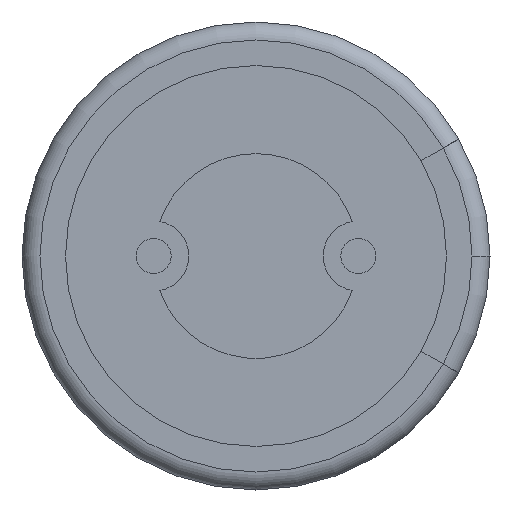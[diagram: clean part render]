
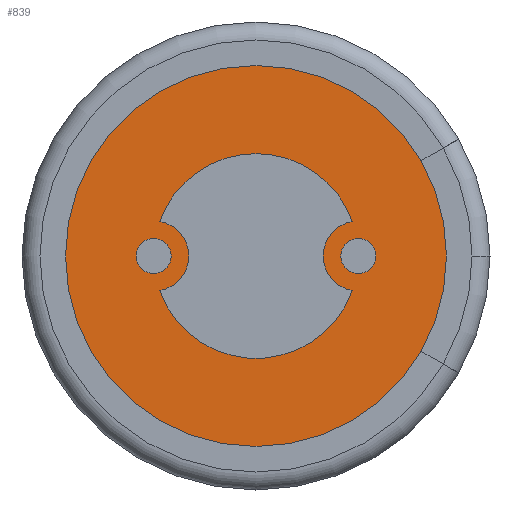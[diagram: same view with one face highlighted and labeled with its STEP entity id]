
A CAD part, front view. The second image highlights one B-rep face of the part: STEP entity #839.
In plain terms, the highlighted planar face has unit normal (0, -1, 0).
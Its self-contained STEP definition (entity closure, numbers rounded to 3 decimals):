
#2 = ORIENTED_EDGE ( 'NONE', *, *, #712, .F. ) ;
#93 = DIRECTION ( 'NONE',  ( 0., 1., 0. ) ) ;
#95 = AXIS2_PLACEMENT_3D ( 'NONE', #1817, #2209, #768 ) ;
#122 = VERTEX_POINT ( 'NONE', #1043 ) ;
#150 = VERTEX_POINT ( 'NONE', #363 ) ;
#151 = VERTEX_POINT ( 'NONE', #1615 ) ;
#168 = AXIS2_PLACEMENT_3D ( 'NONE', #692, #1045, #2328 ) ;
#263 = CARTESIAN_POINT ( 'NONE',  ( 1.647, 0.95, -0.591 ) ) ;
#302 = CIRCLE ( 'NONE', #883, 3.256 ) ;
#319 = DIRECTION ( 'NONE',  ( 0., -1., 0. ) ) ;
#327 = AXIS2_PLACEMENT_3D ( 'NONE', #566, #404, #2009 ) ;
#342 = AXIS2_PLACEMENT_3D ( 'NONE', #1365, #319, #1579 ) ;
#363 = CARTESIAN_POINT ( 'NONE',  ( -1.647, 0.95, -0.591 ) ) ;
#364 = CARTESIAN_POINT ( 'NONE',  ( 1.647, 0.95, 0.591 ) ) ;
#404 = DIRECTION ( 'NONE',  ( 0., 1., 0. ) ) ;
#429 = EDGE_CURVE ( 'NONE', #150, #838, #1388, .T. ) ;
#500 = ORIENTED_EDGE ( 'NONE', *, *, #2322, .F. ) ;
#532 = CIRCLE ( 'NONE', #168, 3.256 ) ;
#566 = CARTESIAN_POINT ( 'NONE',  ( -1.75, 0.95, 0. ) ) ;
#570 = CARTESIAN_POINT ( 'NONE',  ( 0., 0.95, 0. ) ) ;
#575 = CARTESIAN_POINT ( 'NONE',  ( 0., 0.95, 1.75 ) ) ;
#604 = CARTESIAN_POINT ( 'NONE',  ( 0., 0.95, 0. ) ) ;
#607 = EDGE_CURVE ( 'NONE', #151, #2140, #1944, .T. ) ;
#609 = AXIS2_PLACEMENT_3D ( 'NONE', #882, #886, #2144 ) ;
#660 = CIRCLE ( 'NONE', #95, 1.75 ) ;
#667 = ORIENTED_EDGE ( 'NONE', *, *, #1065, .T. ) ;
#692 = CARTESIAN_POINT ( 'NONE',  ( 0., 0.95, 0. ) ) ;
#705 = FACE_OUTER_BOUND ( 'NONE', #885, .T. ) ;
#712 = EDGE_CURVE ( 'NONE', #1735, #2293, #825, .T. ) ;
#768 = DIRECTION ( 'NONE',  ( -1., 0., 0. ) ) ;
#825 = CIRCLE ( 'NONE', #970, 1.75 ) ;
#838 = VERTEX_POINT ( 'NONE', #263 ) ;
#839 = ADVANCED_FACE ( 'NONE', ( #2074, #705 ), #2251, .F. ) ;
#882 = CARTESIAN_POINT ( 'NONE',  ( 0., 0.95, 0. ) ) ;
#883 = AXIS2_PLACEMENT_3D ( 'NONE', #1240, #1793, #1424 ) ;
#885 = EDGE_LOOP ( 'NONE', ( #2021, #667, #2313 ) ) ;
#886 = DIRECTION ( 'NONE',  ( 0., -1., 0. ) ) ;
#911 = AXIS2_PLACEMENT_3D ( 'NONE', #2273, #1748, #1542 ) ;
#970 = AXIS2_PLACEMENT_3D ( 'NONE', #570, #2003, #1270 ) ;
#1043 = CARTESIAN_POINT ( 'NONE',  ( 2.82, 0.95, -1.628 ) ) ;
#1045 = DIRECTION ( 'NONE',  ( 0., -1., 0. ) ) ;
#1065 = EDGE_CURVE ( 'NONE', #122, #151, #532, .T. ) ;
#1097 = EDGE_CURVE ( 'NONE', #2140, #122, #302, .T. ) ;
#1240 = CARTESIAN_POINT ( 'NONE',  ( 0., 0.95, 0. ) ) ;
#1270 = DIRECTION ( 'NONE',  ( -1., 0., 0. ) ) ;
#1365 = CARTESIAN_POINT ( 'NONE',  ( 0., 0.95, 0. ) ) ;
#1388 = CIRCLE ( 'NONE', #342, 1.75 ) ;
#1424 = DIRECTION ( 'NONE',  ( 1., 0., 0. ) ) ;
#1482 = CIRCLE ( 'NONE', #911, 0.6 ) ;
#1542 = DIRECTION ( 'NONE',  ( -1., 0., 0. ) ) ;
#1568 = EDGE_CURVE ( 'NONE', #1735, #838, #1482, .T. ) ;
#1579 = DIRECTION ( 'NONE',  ( -1., 0., 0. ) ) ;
#1609 = CARTESIAN_POINT ( 'NONE',  ( -1.647, 0.95, 0.591 ) ) ;
#1615 = CARTESIAN_POINT ( 'NONE',  ( 3.256, 0.95, 0. ) ) ;
#1713 = EDGE_LOOP ( 'NONE', ( #500, #2080, #2, #2319, #1762 ) ) ;
#1722 = AXIS2_PLACEMENT_3D ( 'NONE', #604, #93, #2038 ) ;
#1735 = VERTEX_POINT ( 'NONE', #364 ) ;
#1748 = DIRECTION ( 'NONE',  ( 0., -1., 0. ) ) ;
#1762 = ORIENTED_EDGE ( 'NONE', *, *, #429, .F. ) ;
#1789 = VERTEX_POINT ( 'NONE', #1609 ) ;
#1793 = DIRECTION ( 'NONE',  ( 0., -1., 0. ) ) ;
#1817 = CARTESIAN_POINT ( 'NONE',  ( 0., 0.95, 0. ) ) ;
#1928 = CIRCLE ( 'NONE', #327, 0.6 ) ;
#1944 = CIRCLE ( 'NONE', #609, 3.256 ) ;
#2003 = DIRECTION ( 'NONE',  ( 0., -1., 0. ) ) ;
#2006 = CARTESIAN_POINT ( 'NONE',  ( 2.82, 0.95, 1.628 ) ) ;
#2009 = DIRECTION ( 'NONE',  ( -1., 0., 0. ) ) ;
#2021 = ORIENTED_EDGE ( 'NONE', *, *, #1097, .T. ) ;
#2038 = DIRECTION ( 'NONE',  ( -1., 0., 0. ) ) ;
#2074 = FACE_BOUND ( 'NONE', #1713, .T. ) ;
#2080 = ORIENTED_EDGE ( 'NONE', *, *, #2160, .F. ) ;
#2140 = VERTEX_POINT ( 'NONE', #2006 ) ;
#2144 = DIRECTION ( 'NONE',  ( 1., 0., 0. ) ) ;
#2160 = EDGE_CURVE ( 'NONE', #2293, #1789, #660, .T. ) ;
#2209 = DIRECTION ( 'NONE',  ( 0., -1., 0. ) ) ;
#2251 = PLANE ( 'NONE',  #1722 ) ;
#2273 = CARTESIAN_POINT ( 'NONE',  ( 1.75, 0.95, 0. ) ) ;
#2293 = VERTEX_POINT ( 'NONE', #575 ) ;
#2313 = ORIENTED_EDGE ( 'NONE', *, *, #607, .T. ) ;
#2319 = ORIENTED_EDGE ( 'NONE', *, *, #1568, .T. ) ;
#2322 = EDGE_CURVE ( 'NONE', #1789, #150, #1928, .T. ) ;
#2328 = DIRECTION ( 'NONE',  ( 1., 0., 0. ) ) ;
